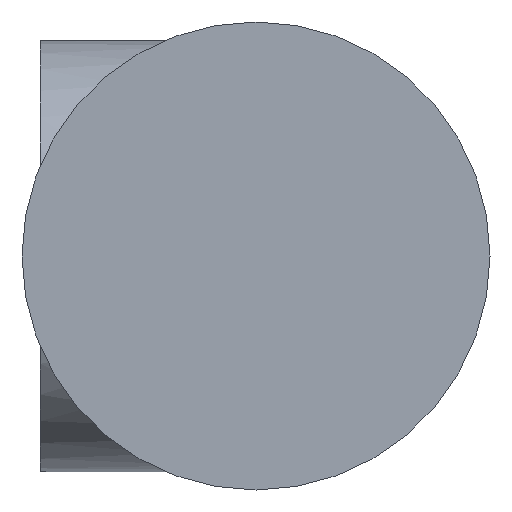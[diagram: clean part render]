
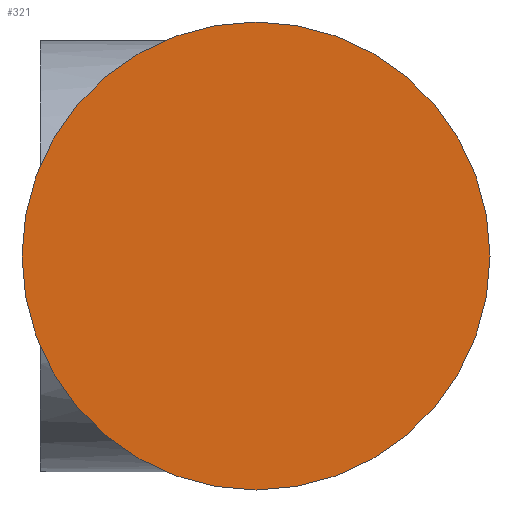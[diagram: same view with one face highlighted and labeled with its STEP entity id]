
A CAD part, left-side view. The second image highlights one B-rep face of the part: STEP entity #321.
In plain terms, the highlighted planar face has unit normal (-1, 0, 0).
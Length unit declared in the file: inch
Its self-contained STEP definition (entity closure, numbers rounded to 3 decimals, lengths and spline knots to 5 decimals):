
#25 = CARTESIAN_POINT ( 'NONE',  ( -5.6, 0., 0. ) ) ;
#28 = EDGE_LOOP ( 'NONE', ( #505, #325 ) ) ;
#34 = CARTESIAN_POINT ( 'NONE',  ( -5.6, 0., 3.2 ) ) ;
#43 = EDGE_CURVE ( 'NONE', #96, #223, #168, .T. ) ;
#52 = PLANE ( 'NONE',  #506 ) ;
#64 = DIRECTION ( 'NONE',  ( -1., 0., 0. ) ) ;
#96 = VERTEX_POINT ( 'NONE', #34 ) ;
#108 = CARTESIAN_POINT ( 'NONE',  ( -5.6, 0., 0. ) ) ;
#138 = DIRECTION ( 'NONE',  ( -1., 0., 0. ) ) ;
#158 = DIRECTION ( 'NONE',  ( 0., 0., 1. ) ) ;
#168 = CIRCLE ( 'NONE', #469, 3.2 ) ;
#223 = VERTEX_POINT ( 'NONE', #245 ) ;
#245 = CARTESIAN_POINT ( 'NONE',  ( -5.6, 0., -3.2 ) ) ;
#300 = DIRECTION ( 'NONE',  ( 0., 0., 1. ) ) ;
#312 = DIRECTION ( 'NONE',  ( 0., 0., 1. ) ) ;
#321 = ADVANCED_FACE ( 'NONE', ( #428 ), #52, .T. ) ;
#325 = ORIENTED_EDGE ( 'NONE', *, *, #43, .T. ) ;
#349 = EDGE_CURVE ( 'NONE', #223, #96, #500, .T. ) ;
#428 = FACE_OUTER_BOUND ( 'NONE', #28, .T. ) ;
#429 = AXIS2_PLACEMENT_3D ( 'NONE', #25, #475, #312 ) ;
#468 = CARTESIAN_POINT ( 'NONE',  ( -5.6, 0., 0. ) ) ;
#469 = AXIS2_PLACEMENT_3D ( 'NONE', #108, #64, #158 ) ;
#475 = DIRECTION ( 'NONE',  ( -1., 0., 0. ) ) ;
#500 = CIRCLE ( 'NONE', #429, 3.2 ) ;
#505 = ORIENTED_EDGE ( 'NONE', *, *, #349, .T. ) ;
#506 = AXIS2_PLACEMENT_3D ( 'NONE', #468, #138, #300 ) ;
